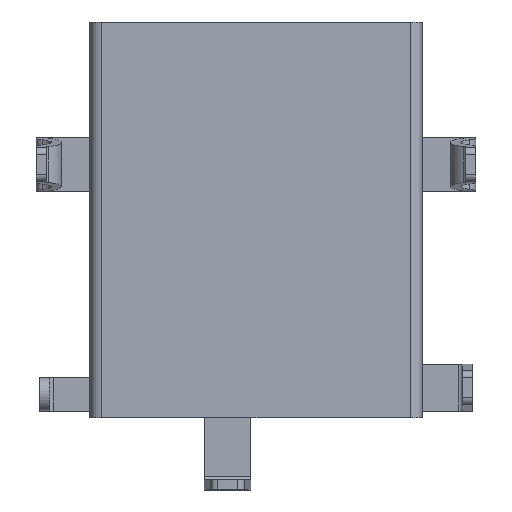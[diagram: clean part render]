
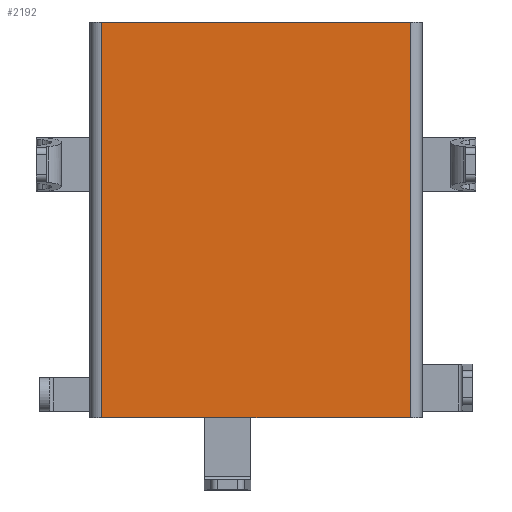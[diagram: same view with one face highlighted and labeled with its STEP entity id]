
A CAD part, front view. The second image highlights one B-rep face of the part: STEP entity #2192.
In plain terms, the highlighted planar face has unit normal (0, -1, 0).
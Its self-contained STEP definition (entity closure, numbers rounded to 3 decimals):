
#265 = VERTEX_POINT ( 'NONE', #2191 ) ;
#608 = DIRECTION ( 'NONE',  ( 0., -1., 0. ) ) ;
#977 = VECTOR ( 'NONE', #11451, 1000. ) ;
#1119 = LINE ( 'NONE', #9549, #13372 ) ;
#2191 = CARTESIAN_POINT ( 'NONE',  ( -4.6, 0., -11.8 ) ) ;
#2192 = ADVANCED_FACE ( 'NONE', ( #4217 ), #5171, .T. ) ;
#2285 = AXIS2_PLACEMENT_3D ( 'NONE', #14344, #608, #10942 ) ;
#2452 = VECTOR ( 'NONE', #13960, 1000. ) ;
#2862 = VERTEX_POINT ( 'NONE', #5464 ) ;
#4093 = EDGE_CURVE ( 'NONE', #8555, #6849, #1119, .T. ) ;
#4217 = FACE_OUTER_BOUND ( 'NONE', #12422, .T. ) ;
#5171 = PLANE ( 'NONE',  #2285 ) ;
#5464 = CARTESIAN_POINT ( 'NONE',  ( 4.6, 0., -11.8 ) ) ;
#6168 = ORIENTED_EDGE ( 'NONE', *, *, #11391, .T. ) ;
#6400 = CARTESIAN_POINT ( 'NONE',  ( 4.6, 0., 0. ) ) ;
#6849 = VERTEX_POINT ( 'NONE', #6400 ) ;
#7926 = EDGE_CURVE ( 'NONE', #8555, #265, #8701, .T. ) ;
#8452 = DIRECTION ( 'NONE',  ( 1., 0., 0. ) ) ;
#8555 = VERTEX_POINT ( 'NONE', #9077 ) ;
#8701 = LINE ( 'NONE', #12520, #977 ) ;
#9077 = CARTESIAN_POINT ( 'NONE',  ( -4.6, 0., 0. ) ) ;
#9549 = CARTESIAN_POINT ( 'NONE',  ( -4.6, 0., 0. ) ) ;
#9929 = VECTOR ( 'NONE', #10680, 1000. ) ;
#10680 = DIRECTION ( 'NONE',  ( 1., 0., 0. ) ) ;
#10942 = DIRECTION ( 'NONE',  ( 0., 0., -1. ) ) ;
#11391 = EDGE_CURVE ( 'NONE', #2862, #6849, #14018, .T. ) ;
#11451 = DIRECTION ( 'NONE',  ( 0., 0., -1. ) ) ;
#11455 = CARTESIAN_POINT ( 'NONE',  ( -4.6, 0., -11.8 ) ) ;
#11744 = ORIENTED_EDGE ( 'NONE', *, *, #13018, .T. ) ;
#12422 = EDGE_LOOP ( 'NONE', ( #13496, #11744, #6168, #13154 ) ) ;
#12520 = CARTESIAN_POINT ( 'NONE',  ( -4.6, 0., -11.8 ) ) ;
#12801 = CARTESIAN_POINT ( 'NONE',  ( 4.6, 0., -11.8 ) ) ;
#13018 = EDGE_CURVE ( 'NONE', #265, #2862, #13199, .T. ) ;
#13154 = ORIENTED_EDGE ( 'NONE', *, *, #4093, .F. ) ;
#13199 = LINE ( 'NONE', #11455, #9929 ) ;
#13372 = VECTOR ( 'NONE', #8452, 1000. ) ;
#13496 = ORIENTED_EDGE ( 'NONE', *, *, #7926, .T. ) ;
#13960 = DIRECTION ( 'NONE',  ( 0., 0., 1. ) ) ;
#14018 = LINE ( 'NONE', #12801, #2452 ) ;
#14344 = CARTESIAN_POINT ( 'NONE',  ( -4.6, 0., -11.8 ) ) ;
